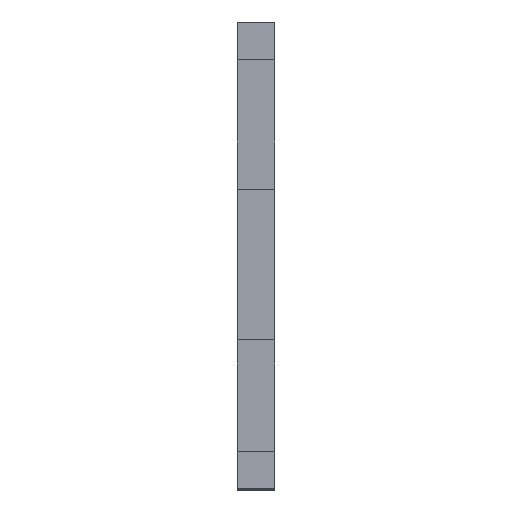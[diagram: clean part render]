
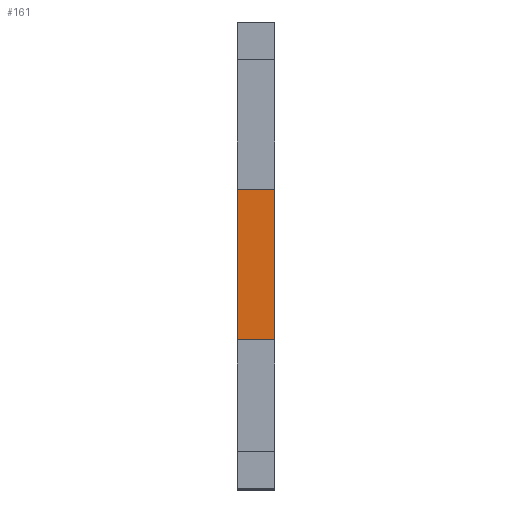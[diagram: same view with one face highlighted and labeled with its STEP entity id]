
A CAD part, top view. The second image highlights one B-rep face of the part: STEP entity #161.
In plain terms, the highlighted planar face has unit normal (0, 0, 1).
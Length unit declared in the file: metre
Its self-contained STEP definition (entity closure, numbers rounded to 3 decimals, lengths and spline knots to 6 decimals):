
#161 = ADVANCED_FACE( '', ( #326 ), #327, .T. );
#326 = FACE_OUTER_BOUND( '', #487, .T. );
#327 = PLANE( '', #488 );
#487 = EDGE_LOOP( '', ( #888, #889, #890, #891 ) );
#488 = AXIS2_PLACEMENT_3D( '', #892, #893, #894 );
#888 = ORIENTED_EDGE( '', *, *, #949, .F. );
#889 = ORIENTED_EDGE( '', *, *, #984, .T. );
#890 = ORIENTED_EDGE( '', *, *, #1039, .T. );
#891 = ORIENTED_EDGE( '', *, *, #1108, .F. );
#892 = CARTESIAN_POINT( '', ( 0., 0.00275, 0.0205 ) );
#893 = DIRECTION( '', ( 0., 0., 1. ) );
#894 = DIRECTION( '', ( 0., -1., 0. ) );
#949 = EDGE_CURVE( '', #1129, #1131, #1132, .T. );
#984 = EDGE_CURVE( '', #1129, #1197, #1199, .T. );
#1039 = EDGE_CURVE( '', #1197, #1280, #1281, .T. );
#1108 = EDGE_CURVE( '', #1131, #1280, #1367, .F. );
#1129 = VERTEX_POINT( '', #1396 );
#1131 = VERTEX_POINT( '', #1399 );
#1132 = LINE( '', #1400, #1401 );
#1197 = VERTEX_POINT( '', #1495 );
#1199 = LINE( '', #1498, #1499 );
#1280 = VERTEX_POINT( '', #1619 );
#1281 = LINE( '', #1620, #1621 );
#1367 = LINE( '', #1745, #1746 );
#1396 = CARTESIAN_POINT( '', ( 0., 0.00875, 0.0205 ) );
#1399 = CARTESIAN_POINT( '', ( 0.003, 0.00875, 0.0205 ) );
#1400 = CARTESIAN_POINT( '', ( 0., 0.00875, 0.0205 ) );
#1401 = VECTOR( '', #1757, 1. );
#1495 = CARTESIAN_POINT( '', ( 0., -0.00325, 0.0205 ) );
#1498 = CARTESIAN_POINT( '', ( 0., 0.00275, 0.0205 ) );
#1499 = VECTOR( '', #1794, 1. );
#1619 = CARTESIAN_POINT( '', ( 0.003, -0.00325, 0.0205 ) );
#1620 = CARTESIAN_POINT( '', ( 0., -0.00325, 0.0205 ) );
#1621 = VECTOR( '', #1837, 1. );
#1745 = CARTESIAN_POINT( '', ( 0.003, 0.0035, 0.0205 ) );
#1746 = VECTOR( '', #1885, 1. );
#1757 = DIRECTION( '', ( 1., 0., 0. ) );
#1794 = DIRECTION( '', ( 0., -1., 0. ) );
#1837 = DIRECTION( '', ( 1., 0., 0. ) );
#1885 = DIRECTION( '', ( 0., 1., 0. ) );
